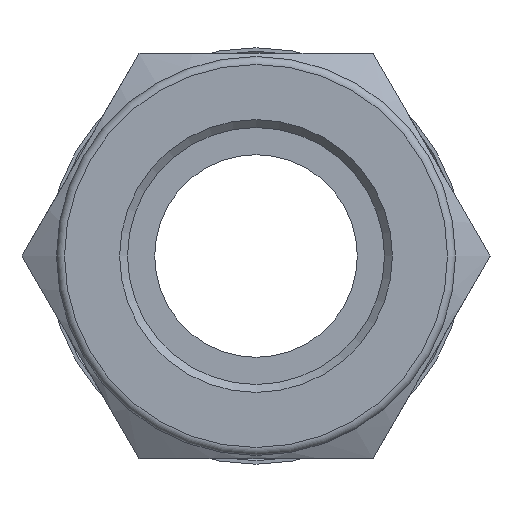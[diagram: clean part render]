
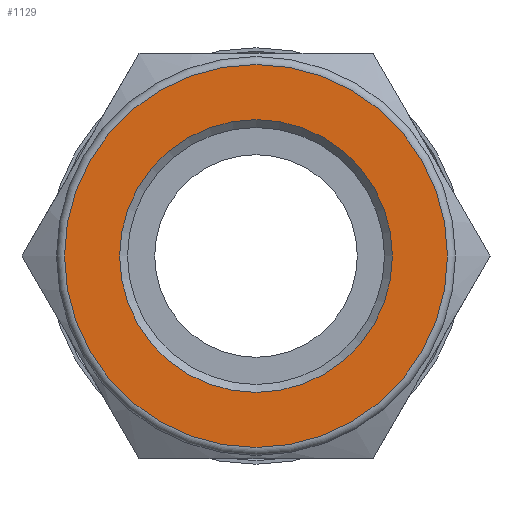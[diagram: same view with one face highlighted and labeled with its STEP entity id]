
A CAD part, left-side view. The second image highlights one B-rep face of the part: STEP entity #1129.
In plain terms, the highlighted planar face has unit normal (-1, 0, 0).
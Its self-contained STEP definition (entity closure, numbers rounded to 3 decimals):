
#69=FACE_BOUND('',#271,.T.);
#114=CIRCLE('',#1266,8.55);
#115=CIRCLE('',#1268,12.);
#186=FACE_OUTER_BOUND('',#270,.T.);
#270=EDGE_LOOP('',(#905));
#271=EDGE_LOOP('',(#906));
#522=VERTEX_POINT('',#1923);
#523=VERTEX_POINT('',#1927);
#659=EDGE_CURVE('',#522,#522,#114,.T.);
#660=EDGE_CURVE('',#523,#523,#115,.T.);
#905=ORIENTED_EDGE('',*,*,#660,.F.);
#906=ORIENTED_EDGE('',*,*,#659,.T.);
#1072=PLANE('',#1267);
#1129=ADVANCED_FACE('',(#186,#69),#1072,.T.);
#1266=AXIS2_PLACEMENT_3D('',#1925,#1532,#1533);
#1267=AXIS2_PLACEMENT_3D('',#1926,#1534,#1535);
#1268=AXIS2_PLACEMENT_3D('',#1928,#1536,#1537);
#1532=DIRECTION('center_axis',(1.,0.,0.));
#1533=DIRECTION('ref_axis',(0.,0.,-1.));
#1534=DIRECTION('center_axis',(-1.,0.,0.));
#1535=DIRECTION('ref_axis',(0.,0.,1.));
#1536=DIRECTION('center_axis',(1.,0.,0.));
#1537=DIRECTION('ref_axis',(0.,0.,-1.));
#1923=CARTESIAN_POINT('',(0.,-8.55,0.));
#1925=CARTESIAN_POINT('Origin',(0.,0.,
0.));
#1926=CARTESIAN_POINT('Origin',(0.,12.,0.));
#1927=CARTESIAN_POINT('',(0.,0.,12.));
#1928=CARTESIAN_POINT('Origin',(0.,0.,
0.));
